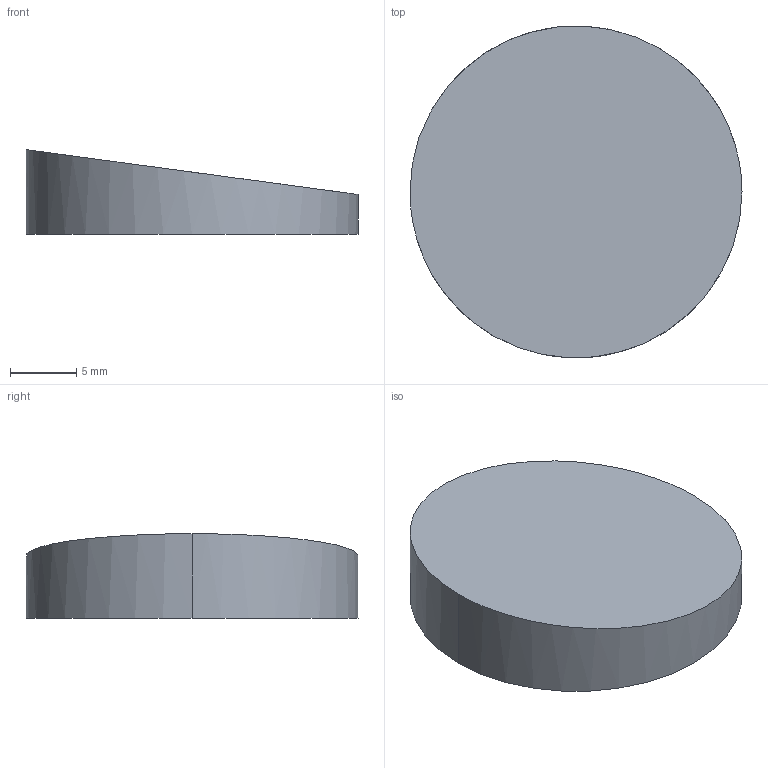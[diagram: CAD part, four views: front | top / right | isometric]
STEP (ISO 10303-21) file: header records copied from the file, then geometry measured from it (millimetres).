
FILE_DESCRIPTION (( 'STEP AP203' ), '1' );
FILE_NAME ('373503.STEP', '2019-07-24T07:31:17', ( '' ), ( '' ), 'SwSTEP 2.0', 'SolidWorks 2016', '' );
FILE_SCHEMA (( 'CONFIG_CONTROL_DESIGN' ));
Length unit declared in the file: millimetre
Products named in the file (2): 373503
Bounding box: 25 x 25 x 6.37 mm (x, y, z)
Volume: 2300.1 mm3; surface area: 1354.3 mm2
Topology: 1 solids, 1 shells, 4 faces, 6 edges, 4 vertices
Faces by surface type: cylinder 2, plane 2
Entity records: 247 total; most frequent: CARTESIAN_POINT 22, DIRECTION 18, PERSON_AND_ORGANIZATION 16, ORIENTED_EDGE 12, PERSON_AND_ORGANIZATION_ROLE 10, CC_DESIGN_PERSON_AND_ORGANIZATION_ASSIGNMENT 10, DATE_AND_TIME 10, CALENDAR_DATE 10
